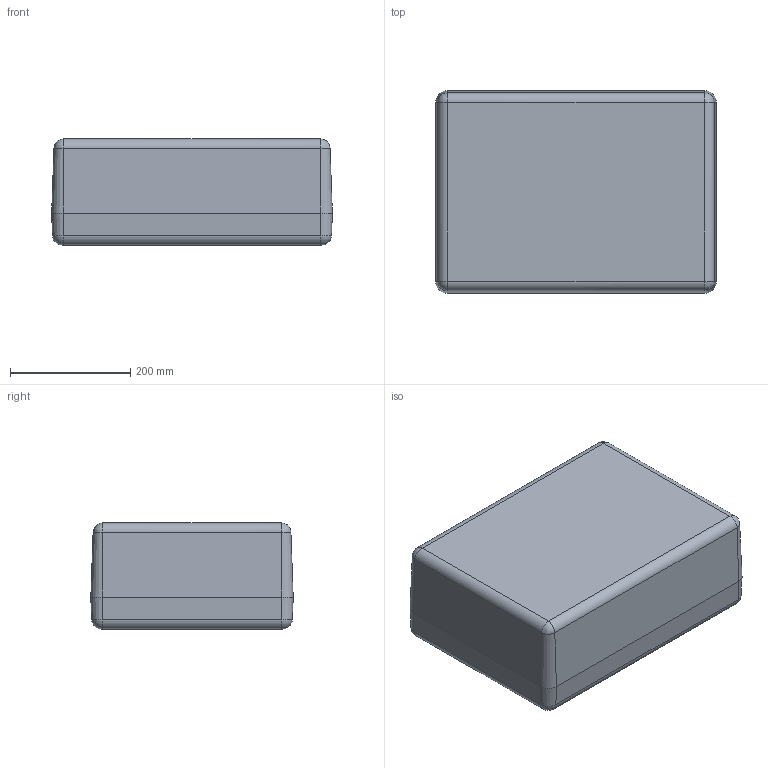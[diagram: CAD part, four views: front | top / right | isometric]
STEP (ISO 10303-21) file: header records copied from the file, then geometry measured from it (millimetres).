
FILE_DESCRIPTION (( 'STEP AP203' ), '1' );
FILE_NAME ('BC510 3D KABUK.STEP', '2020-12-08T12:59:57', ( '' ), ( '' ), 'SwSTEP 2.0', 'SolidWorks 2014', '' );
FILE_SCHEMA (( 'CONFIG_CONTROL_DESIGN' ));
Length unit declared in the file: millimetre
Products named in the file (1): BC510 3D KABUK
Bounding box: 466 x 336 x 176 mm (x, y, z)
Volume: 1698683.8 mm3; surface area: 1103787.3 mm2
Topology: 2 solids, 2 shells, 70 faces, 160 edges, 84 vertices
Faces by surface type: plane 22, cylinder 16, cone 16, bspline 12, torus 4
Entity records: 12087 total; most frequent: CARTESIAN_POINT 10611, ORIENTED_EDGE 296, DIRECTION 262, EDGE_CURVE 148, AXIS2_PLACEMENT_3D 91, VERTEX_POINT 84, LINE 80, VECTOR 80
